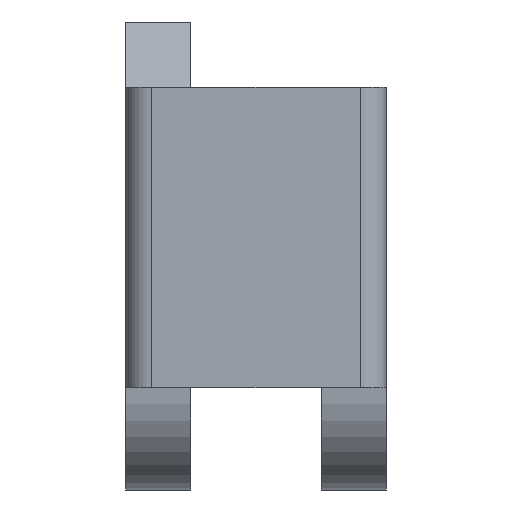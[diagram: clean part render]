
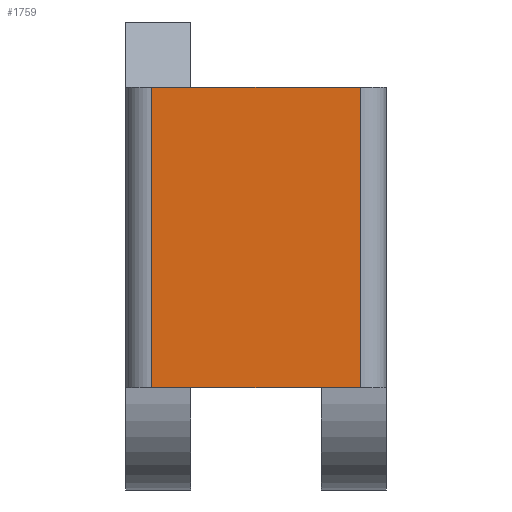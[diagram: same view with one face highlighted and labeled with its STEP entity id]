
A CAD part, front view. The second image highlights one B-rep face of the part: STEP entity #1759.
In plain terms, the highlighted planar face has unit normal (0, -1, 0).
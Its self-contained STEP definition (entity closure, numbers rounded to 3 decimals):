
#159=FACE_OUTER_BOUND('',#266,.T.);
#266=EDGE_LOOP('',(#1420,#1421,#1422,#1423));
#411=LINE('',#2989,#553);
#412=LINE('',#2993,#554);
#413=LINE('',#2995,#555);
#414=LINE('',#2996,#556);
#553=VECTOR('',#2368,10.);
#554=VECTOR('',#2373,10.);
#555=VECTOR('',#2374,10.);
#556=VECTOR('',#2375,10.);
#849=VERTEX_POINT('',#2986);
#850=VERTEX_POINT('',#2988);
#851=VERTEX_POINT('',#2992);
#852=VERTEX_POINT('',#2994);
#1068=EDGE_CURVE('',#849,#850,#411,.T.);
#1070=EDGE_CURVE('',#849,#851,#412,.T.);
#1071=EDGE_CURVE('',#852,#851,#413,.T.);
#1072=EDGE_CURVE('',#852,#850,#414,.T.);
#1420=ORIENTED_EDGE('',*,*,#1068,.F.);
#1421=ORIENTED_EDGE('',*,*,#1070,.T.);
#1422=ORIENTED_EDGE('',*,*,#1071,.F.);
#1423=ORIENTED_EDGE('',*,*,#1072,.T.);
#1693=PLANE('',#1950);
#1759=ADVANCED_FACE('',(#159),#1693,.T.);
#1950=AXIS2_PLACEMENT_3D('',#2991,#2371,#2372);
#2368=DIRECTION('',(0.,0.,-1.));
#2371=DIRECTION('center_axis',(0.,-1.,0.));
#2372=DIRECTION('ref_axis',(0.,0.,-1.));
#2373=DIRECTION('',(-1.,0.,0.));
#2374=DIRECTION('',(0.,0.,1.));
#2375=DIRECTION('',(1.,0.,0.));
#2986=CARTESIAN_POINT('',(15.1,-60.,0.));
#2988=CARTESIAN_POINT('',(15.1,-60.,-23.146));
#2989=CARTESIAN_POINT('',(15.1,-60.,-13.536));
#2991=CARTESIAN_POINT('Origin',(7.1,-60.,-11.573));
#2992=CARTESIAN_POINT('',(-0.9,-60.,0.));
#2993=CARTESIAN_POINT('',(17.1,-60.,0.));
#2994=CARTESIAN_POINT('',(-0.9,-60.,-23.146));
#2995=CARTESIAN_POINT('',(-0.9,-60.,-5.786));
#2996=CARTESIAN_POINT('',(-2.9,-60.,-23.146));
